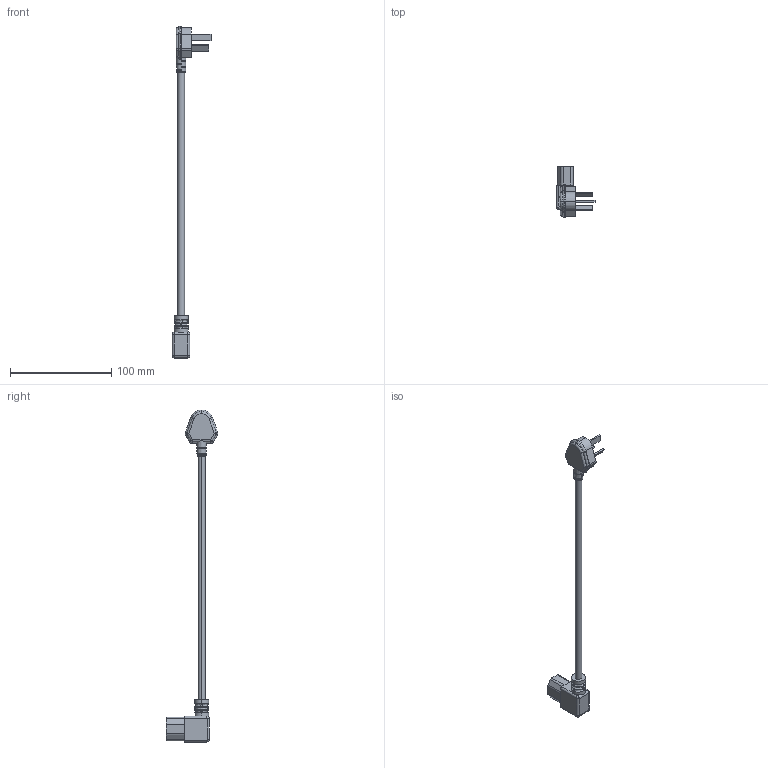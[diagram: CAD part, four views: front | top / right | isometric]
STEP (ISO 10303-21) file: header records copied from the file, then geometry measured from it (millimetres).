
FILE_DESCRIPTION (( 'STEP AP203' ), '1' );
FILE_NAME ('CPCIDC13R-10A-2M_3D.STEP', '2022-04-22T22:09:36', ( '' ), ( '' ), 'SwSTEP 2.0', 'SolidWorks 2021', '' );
FILE_SCHEMA (( 'CONFIG_CONTROL_DESIGN' ));
Length unit declared in the file: inch
Products named in the file (4): H05VV-F 3G Cord (for 44-423-02M); SF-34 TYPE I 3-BLADE RT-ANG PWR PLUG; SF-83 IEC60320-1 C13 RT-ANG FEM PWR PLUG; CPCIDC13R-10A-2M_3D
Assembly tree (3 placements, depth 2):
  CPCIDC13R-10A-2M_3D
    SF-34 TYPE I 3-BLADE RT-ANG PWR PLUG
    H05VV-F 3G Cord (for 44-423-02M)
    SF-83 IEC60320-1 C13 RT-ANG FEM PWR PLUG
Bounding box: 38.49 x 51.06 x 327.13 mm (x, y, z)
Volume: 38172.1 mm3; surface area: 15487.5 mm2
Topology: 3 solids, 3 shells, 195 faces, 469 edges, 282 vertices
Faces by surface type: plane 104, cylinder 57, torus 14, bspline 10, cone 6, sphere 4
Entity records: 6388 total; most frequent: CARTESIAN_POINT 1454, DIRECTION 974, ORIENTED_EDGE 930, EDGE_CURVE 465, AXIS2_PLACEMENT_3D 350, VERTEX_POINT 280, VECTOR 274, LINE 274
